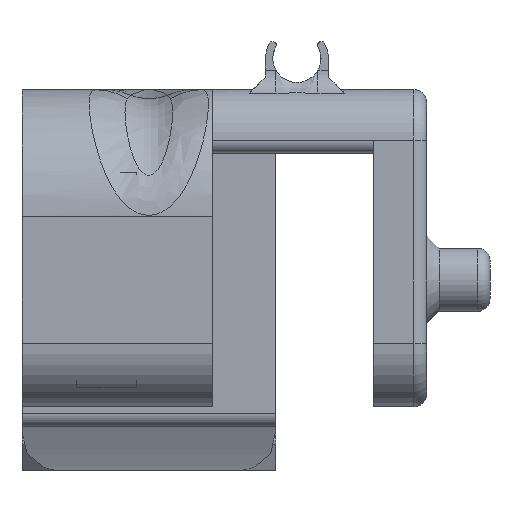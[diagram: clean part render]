
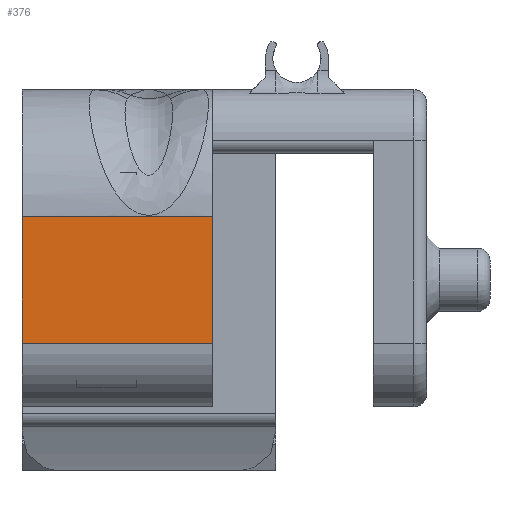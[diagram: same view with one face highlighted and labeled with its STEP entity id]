
A CAD part, left-side view. The second image highlights one B-rep face of the part: STEP entity #376.
In plain terms, the highlighted planar face has unit normal (-1, 0, 0).
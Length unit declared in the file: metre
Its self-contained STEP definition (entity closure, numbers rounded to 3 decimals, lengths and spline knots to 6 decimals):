
#376 = ADVANCED_FACE( '', ( #923 ), #924, .T. );
#923 = FACE_OUTER_BOUND( '', #1757, .T. );
#924 = PLANE( '', #1758 );
#1757 = EDGE_LOOP( '', ( #4527, #4528, #4529, #4530 ) );
#1758 = AXIS2_PLACEMENT_3D( '', #4531, #4532, #4533 );
#4527 = ORIENTED_EDGE( '', *, *, #6223, .T. );
#4528 = ORIENTED_EDGE( '', *, *, #6436, .T. );
#4529 = ORIENTED_EDGE( '', *, *, #6437, .F. );
#4530 = ORIENTED_EDGE( '', *, *, #6438, .F. );
#4531 = CARTESIAN_POINT( '', ( 0.129537, -0.490814, 0.23 ) );
#4532 = DIRECTION( '', ( -1., 0., 0. ) );
#4533 = DIRECTION( '', ( 0., 0., 1. ) );
#6223 = EDGE_CURVE( '', #7192, #7190, #7193, .T. );
#6436 = EDGE_CURVE( '', #7190, #7549, #7550, .T. );
#6437 = EDGE_CURVE( '', #7551, #7549, #7552, .T. );
#6438 = EDGE_CURVE( '', #7192, #7551, #7553, .T. );
#7190 = VERTEX_POINT( '', #8638 );
#7192 = VERTEX_POINT( '', #8640 );
#7193 = LINE( '', #8641, #8642 );
#7549 = VERTEX_POINT( '', #9545 );
#7550 = LINE( '', #9546, #9547 );
#7551 = VERTEX_POINT( '', #9548 );
#7552 = LINE( '', #9549, #9550 );
#7553 = LINE( '', #9551, #9552 );
#8638 = CARTESIAN_POINT( '', ( 0.129537, -0.485814, 0.24 ) );
#8640 = CARTESIAN_POINT( '', ( 0.129537, -0.485814, 0.23 ) );
#8641 = CARTESIAN_POINT( '', ( 0.129537, -0.485814, 0.23375 ) );
#8642 = VECTOR( '', #11173, 1. );
#9545 = CARTESIAN_POINT( '', ( 0.129537, -0.470814, 0.24 ) );
#9546 = CARTESIAN_POINT( '', ( 0.129537, -0.490814, 0.24 ) );
#9547 = VECTOR( '', #11437, 1. );
#9548 = CARTESIAN_POINT( '', ( 0.129537, -0.470814, 0.23 ) );
#9549 = CARTESIAN_POINT( '', ( 0.129537, -0.470814, 0.23 ) );
#9550 = VECTOR( '', #11438, 1. );
#9551 = CARTESIAN_POINT( '', ( 0.129537, -0.490814, 0.23 ) );
#9552 = VECTOR( '', #11439, 1. );
#11173 = DIRECTION( '', ( 0., 0., 1. ) );
#11437 = DIRECTION( '', ( 0., 1., 0. ) );
#11438 = DIRECTION( '', ( 0., 0., 1. ) );
#11439 = DIRECTION( '', ( 0., 1., 0. ) );
